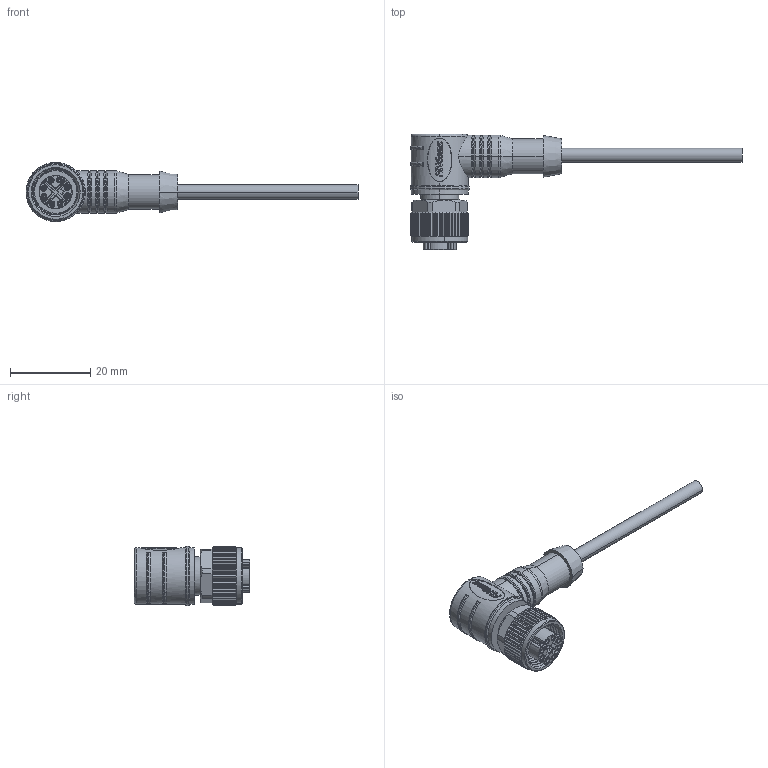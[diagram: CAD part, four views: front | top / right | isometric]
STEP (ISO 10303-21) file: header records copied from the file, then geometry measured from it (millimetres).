
FILE_DESCRIPTION (( 'STEP AP203' ), '1' );
FILE_NAME ('P135.STEP', '2020-05-12T01:32:13', ( 'edpusr' ), ( 'Microsoft' ), 'SwSTEP 2.0', 'SolidWorks 2015', '' );
FILE_SCHEMA (( 'CONFIG_CONTROL_DESIGN' ));
Length unit declared in the file: millimetre
Products named in the file (1): P135
Bounding box: 82.8 x 28.8 x 14.8 mm (x, y, z)
Volume: 5759.8 mm3; surface area: 5259.8 mm2
Topology: 1 solids, 25 shells, 1323 faces, 3368 edges, 2093 vertices
Faces by surface type: cylinder 430, plane 377, bspline 255, cone 224, torus 37
Entity records: 87286 total; most frequent: CARTESIAN_POINT 57019, ORIENTED_EDGE 6684, DIRECTION 5769, EDGE_CURVE 3342, AXIS2_PLACEMENT_3D 2234, VERTEX_POINT 2093, EDGE_LOOP 1415, FACE_OUTER_BOUND 1323
